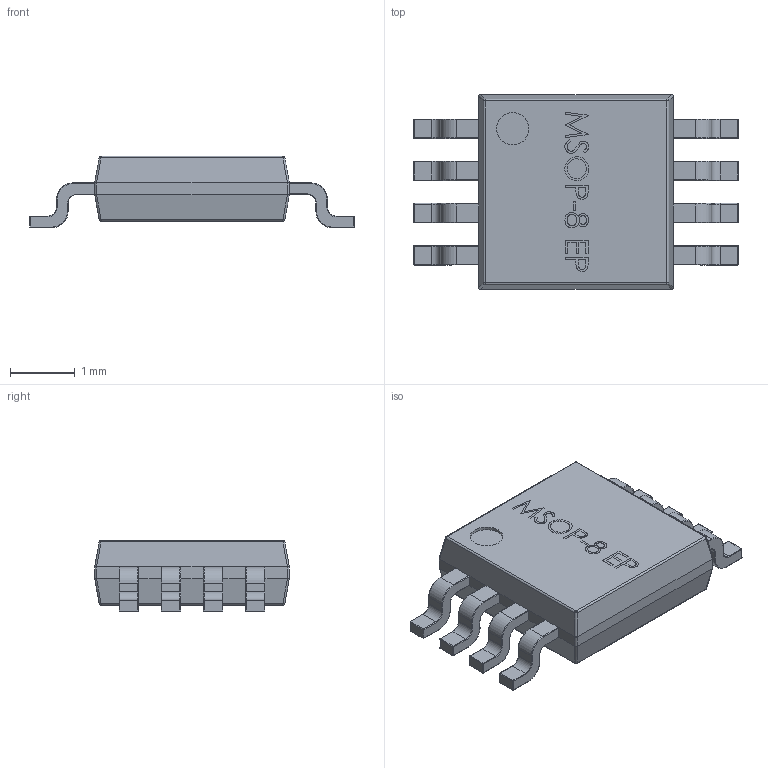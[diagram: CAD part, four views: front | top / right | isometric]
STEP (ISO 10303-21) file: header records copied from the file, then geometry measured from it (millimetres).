
FILE_DESCRIPTION((''),'2;1');
FILE_NAME('MSOP-8.stp','2013-03-20T13:44:11',('yvshub'),(''),'Autodesk Inventor 2011','Autodesk Inventor 2011','');
FILE_SCHEMA(('AUTOMOTIVE_DESIGN { 1 0 10303 214 1 1 1 1 }'));
Length unit declared in the file: millimetre
Products named in the file (1): MSOP-8
Bounding box: 5 x 3 x 1.1 mm (x, y, z)
Volume: 9.2 mm3; surface area: 38.4 mm2
Topology: 1 solids, 1 shells, 511 faces, 1240 edges, 730 vertices
Faces by surface type: cylinder 187, plane 168, torus 64, bspline 52, sphere 40
Full cylindrical faces by diameter (mm): 0.5 x1
Entity records: 17911 total; most frequent: CARTESIAN_POINT 5739, DIRECTION 2447, ORIENTED_EDGE 2414, EDGE_CURVE 1207, AXIS2_PLACEMENT_3D 890, VERTEX_POINT 714, VECTOR 667, LINE 667
